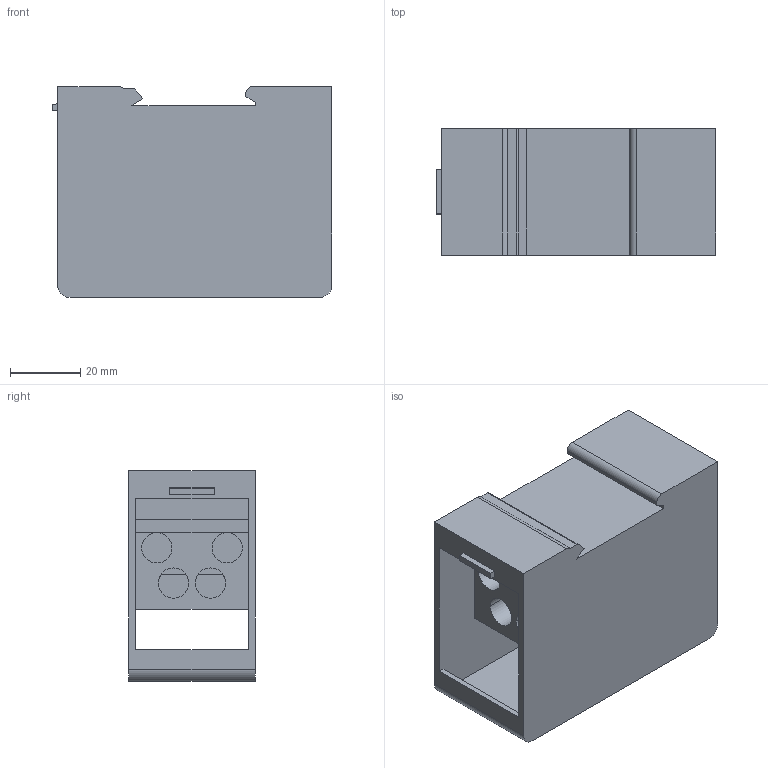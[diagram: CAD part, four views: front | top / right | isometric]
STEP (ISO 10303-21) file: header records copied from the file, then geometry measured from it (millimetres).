
FILE_DESCRIPTION((''),'2;1');
FILE_NAME('UJFX1-95_4_25','2023-04-12T',('ASUS'),(''),'PRO/ENGINEER BY PARAMETRIC TECHNOLOGY CORPORATION, 2013230','PRO/ENGINEER BY PARAMETRIC TECHNOLOGY CORPORATION, 2013230','');
FILE_SCHEMA(('CONFIG_CONTROL_DESIGN'));
Length unit declared in the file: millimetre
Products named in the file (1): UJFX1-95_4_25
Bounding box: 79.61 x 36 x 60 mm (x, y, z)
Volume: 74053.9 mm3; surface area: 32707.5 mm2
Topology: 1 solids, 1 shells, 65 faces, 179 edges, 118 vertices
Faces by surface type: plane 48, cylinder 17
Entity records: 2125 total; most frequent: CARTESIAN_POINT 362, ORIENTED_EDGE 358, DIRECTION 347, EDGE_CURVE 179, VECTOR 141, LINE 141, VERTEX_POINT 118, AXIS2_PLACEMENT_3D 103
